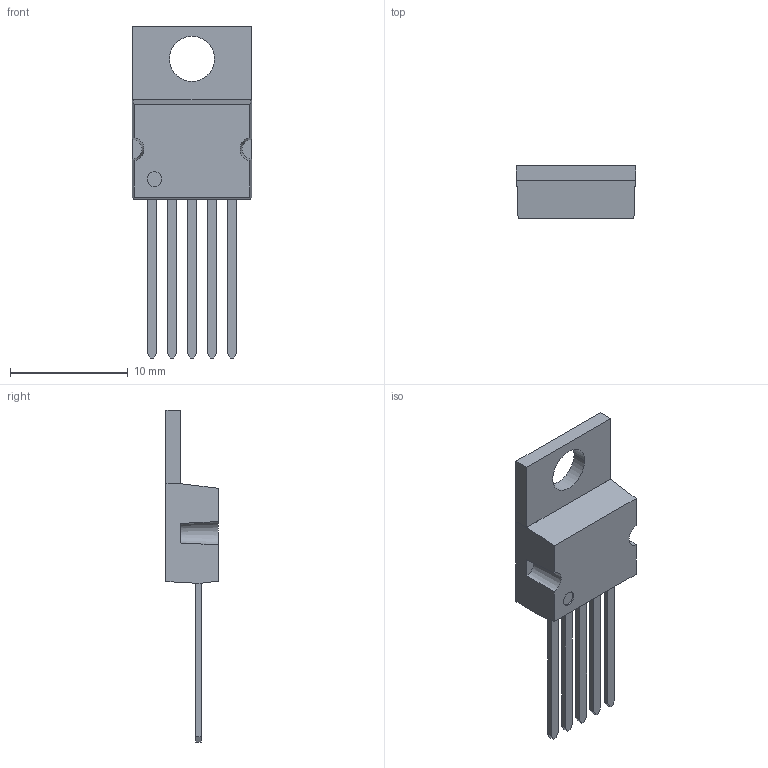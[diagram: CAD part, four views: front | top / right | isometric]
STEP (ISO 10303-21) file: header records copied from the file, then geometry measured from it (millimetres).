
FILE_DESCRIPTION((''),'2;1');
FILE_NAME('KCT0003A_ASM','2017-01-19T',('a0412025'),(''),'CREO PARAMETRIC BY PTC INC, 2016050','CREO PARAMETRIC BY PTC INC, 2016050','');
FILE_SCHEMA(('AUTOMOTIVE_DESIGN { 1 0 10303 214 1 1 1 1 }'));
Length unit declared in the file: millimetre
Products named in the file (4): BODY-TO-220; LEAD-TO220; HEATSINK-TO-220; KCT0003A_ASM
Assembly tree (7 placements, depth 2):
  KCT0003A_ASM
    BODY-TO-220
    LEAD-TO220  x5
    HEATSINK-TO-220
Bounding box: 10.16 x 4.45 x 28.24 mm (x, y, z)
Volume: 451.2 mm3; surface area: 780.8 mm2
Topology: 7 solids, 7 shells, 81 faces, 198 edges, 132 vertices
Faces by surface type: plane 75, cylinder 4, cone 2
Entity records: 2392 total; most frequent: CARTESIAN_POINT 304, DIRECTION 254, ORIENTED_EDGE 252, PRESENTATION_STYLE_ASSIGNMENT 129, STYLED_ITEM 129, CURVE_STYLE 126, EDGE_CURVE 126, VECTOR 110
